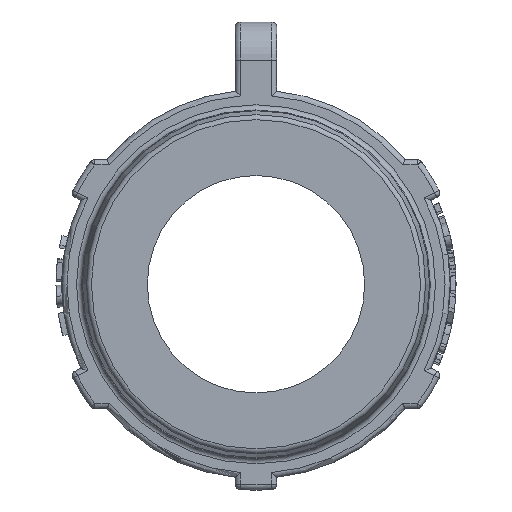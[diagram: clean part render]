
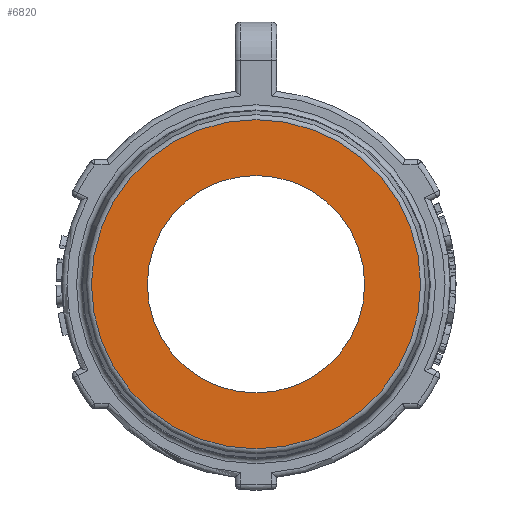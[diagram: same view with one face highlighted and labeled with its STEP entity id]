
A CAD part, left-side view. The second image highlights one B-rep face of the part: STEP entity #6820.
In plain terms, the highlighted planar face has unit normal (-1, 0, 0).
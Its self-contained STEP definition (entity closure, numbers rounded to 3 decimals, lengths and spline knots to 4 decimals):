
#85=FACE_BOUND($,#2008,.T.);
#86=FACE_BOUND($,#2009,.T.);
#299=CIRCLE($,#7295,0.9916);
#302=CIRCLE($,#7300,0.655);
#1382=PLANE($,#7299);
#2008=EDGE_LOOP($,(#4828));
#2009=EDGE_LOOP($,(#4829));
#2952=VERTEX_POINT($,#11871);
#2955=VERTEX_POINT($,#11879);
#3666=EDGE_CURVE($,#2952,#2952,#299,.T.);
#3669=EDGE_CURVE($,#2955,#2955,#302,.T.);
#4828=ORIENTED_EDGE($,*,*,#3669,.T.);
#4829=ORIENTED_EDGE($,*,*,#3666,.F.);
#6820=ADVANCED_FACE($,(#85,#86),#1382,.T.);
#7295=AXIS2_PLACEMENT_3D($,#11872,#8021,#8022);
#7299=AXIS2_PLACEMENT_3D($,#11878,#8029,#8030);
#7300=AXIS2_PLACEMENT_3D($,#11880,#8031,#8032);
#8021=DIRECTION('center_axis',(1.,0.,0.));
#8022=DIRECTION('ref_axis',(0.,-1.,0.));
#8029=DIRECTION('center_axis',(-1.,0.,0.));
#8030=DIRECTION('ref_axis',(0.,0.,1.));
#8031=DIRECTION('center_axis',(1.,0.,0.));
#8032=DIRECTION('ref_axis',(0.,0.,-1.));
#11871=CARTESIAN_POINT('',(0.,0.9916,0.));
#11872=CARTESIAN_POINT('Origin',(0.,0.,0.));
#11878=CARTESIAN_POINT('Origin',(0.,1.0156,0.));
#11879=CARTESIAN_POINT('',(0.,0.655,0.));
#11880=CARTESIAN_POINT('Origin',(0.,0.,0.));
